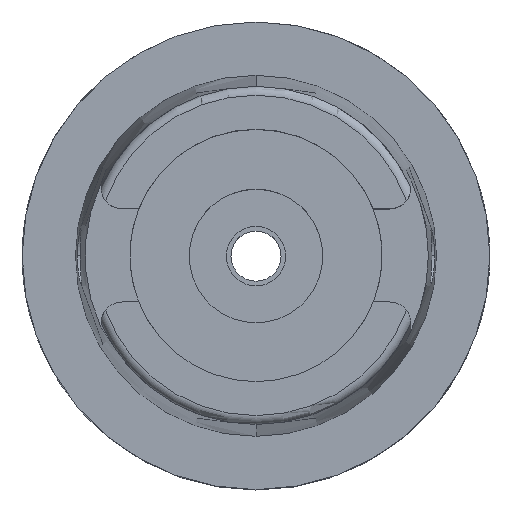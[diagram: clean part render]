
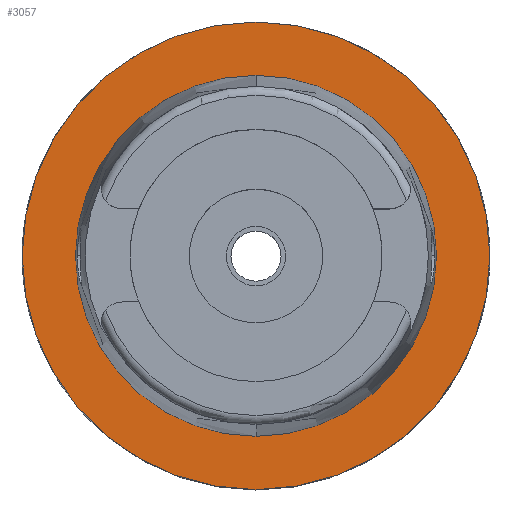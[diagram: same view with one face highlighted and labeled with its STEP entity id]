
A CAD part, top view. The second image highlights one B-rep face of the part: STEP entity #3057.
In plain terms, the highlighted planar face has unit normal (0, 0, 1).
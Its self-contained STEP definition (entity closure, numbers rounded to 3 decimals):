
#618=CARTESIAN_POINT('',(0.,0.,0.));
#619=DIRECTION('',(0.,0.,-1.));
#620=DIRECTION('',(0.,-1.,0.));
#621=AXIS2_PLACEMENT_3D('',#618,#619,#620);
#626=CARTESIAN_POINT('',(0.,0.,0.));
#627=DIRECTION('',(0.,0.,-1.));
#628=DIRECTION('',(0.,1.,0.));
#629=AXIS2_PLACEMENT_3D('',#626,#627,#628);
#634=CARTESIAN_POINT('',(0.,0.,0.));
#635=DIRECTION('',(0.,0.,1.));
#636=DIRECTION('',(0.,-1.,0.));
#637=AXIS2_PLACEMENT_3D('',#634,#635,#636);
#642=CARTESIAN_POINT('',(0.,0.,0.));
#643=DIRECTION('',(0.,0.,1.));
#644=DIRECTION('',(0.,1.,0.));
#645=AXIS2_PLACEMENT_3D('',#642,#643,#644);
#2393=CARTESIAN_POINT('',(0.,-24.315,0.));
#2394=VERTEX_POINT('',#2393);
#2395=CARTESIAN_POINT('',(0.,24.315,0.));
#2396=VERTEX_POINT('',#2395);
#2671=CARTESIAN_POINT('',(0.,31.5,0.));
#2672=VERTEX_POINT('',#2671);
#2673=CARTESIAN_POINT('',(0.,-31.5,0.));
#2674=VERTEX_POINT('',#2673);
#3042=CARTESIAN_POINT('',(0.,0.,0.));
#3043=DIRECTION('',(0.,0.,1.));
#3044=DIRECTION('',(0.,1.,0.));
#3045=AXIS2_PLACEMENT_3D('',#3042,#3043,#3044);
#3046=PLANE('',#3045);
#3048=ORIENTED_EDGE('',*,*,#3047,.T.);
#3050=ORIENTED_EDGE('',*,*,#3049,.T.);
#3051=EDGE_LOOP('',(#3048,#3050));
#3052=FACE_OUTER_BOUND('',#3051,.F.);
#3053=ORIENTED_EDGE('',*,*,#3000,.T.);
#3054=ORIENTED_EDGE('',*,*,#2793,.T.);
#3055=EDGE_LOOP('',(#3053,#3054));
#3056=FACE_BOUND('',#3055,.F.);
#622=CIRCLE('',#621,31.5);
#630=CIRCLE('',#629,31.5);
#638=CIRCLE('',#637,24.315);
#646=CIRCLE('',#645,24.315);
#2793=EDGE_CURVE('',#2396,#2394,#646,.T.);
#3000=EDGE_CURVE('',#2394,#2396,#638,.T.);
#3047=EDGE_CURVE('',#2674,#2672,#622,.T.);
#3049=EDGE_CURVE('',#2672,#2674,#630,.T.);
#3057=ADVANCED_FACE('',(#3052,#3056),#3046,.T.);
